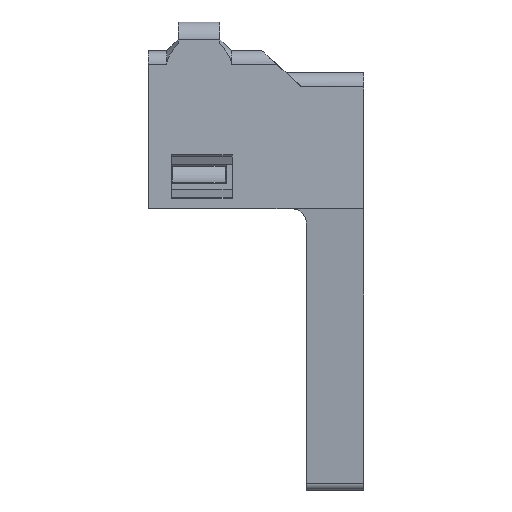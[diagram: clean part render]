
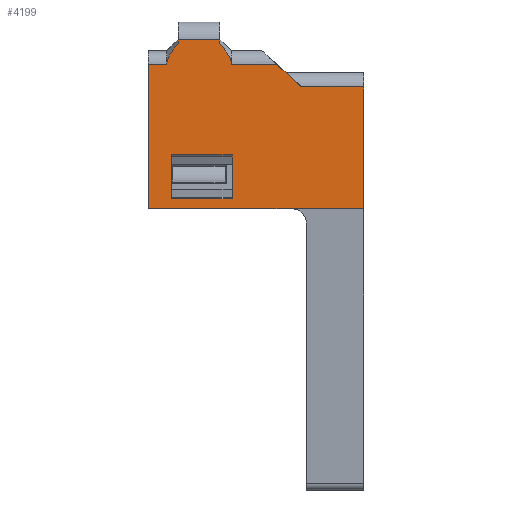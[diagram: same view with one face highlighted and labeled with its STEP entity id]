
A CAD part, left-side view. The second image highlights one B-rep face of the part: STEP entity #4199.
In plain terms, the highlighted planar face has unit normal (-1, 0, 0).
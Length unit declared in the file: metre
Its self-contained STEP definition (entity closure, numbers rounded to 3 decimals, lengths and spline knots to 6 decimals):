
#25=(
BOUNDED_CURVE()
B_SPLINE_CURVE(2,(#6631,#6632,#6633),.UNSPECIFIED.,.F.,.F.)
B_SPLINE_CURVE_WITH_KNOTS((3,3),(0.,0.33923),
 .UNSPECIFIED.)
CURVE()
GEOMETRIC_REPRESENTATION_ITEM()
RATIONAL_B_SPLINE_CURVE((1.,1.192,1.))
REPRESENTATION_ITEM('')
);
#26=(
BOUNDED_CURVE()
B_SPLINE_CURVE(2,(#6641,#6642,#6643),.UNSPECIFIED.,.F.,.F.)
B_SPLINE_CURVE_WITH_KNOTS((3,3),(0.33923,0.678461),
 .UNSPECIFIED.)
CURVE()
GEOMETRIC_REPRESENTATION_ITEM()
RATIONAL_B_SPLINE_CURVE((1.,1.192,1.))
REPRESENTATION_ITEM('')
);
#157=LINE('',#6177,#615);
#227=LINE('',#6469,#685);
#249=LINE('',#6523,#707);
#290=LINE('',#6624,#748);
#291=LINE('',#6625,#749);
#292=LINE('',#6627,#750);
#293=LINE('',#6629,#751);
#294=LINE('',#6635,#752);
#295=LINE('',#6637,#753);
#296=LINE('',#6639,#754);
#297=LINE('',#6645,#755);
#298=LINE('',#6646,#756);
#299=LINE('',#6649,#757);
#300=LINE('',#6651,#758);
#301=LINE('',#6653,#759);
#615=VECTOR('',#4904,1.);
#685=VECTOR('',#5128,1.);
#707=VECTOR('',#5172,1.);
#748=VECTOR('',#5237,1.);
#749=VECTOR('',#5238,1.);
#750=VECTOR('',#5239,1.);
#751=VECTOR('',#5240,1.);
#752=VECTOR('',#5241,1.);
#753=VECTOR('',#5242,1.);
#754=VECTOR('',#5243,1.);
#755=VECTOR('',#5244,1.);
#756=VECTOR('',#5245,1.);
#757=VECTOR('',#5246,1.);
#758=VECTOR('',#5247,1.);
#759=VECTOR('',#5248,1.);
#1336=ORIENTED_EDGE('',*,*,#2520,.T.);
#1337=ORIENTED_EDGE('',*,*,#2594,.T.);
#1338=ORIENTED_EDGE('',*,*,#2375,.F.);
#1339=ORIENTED_EDGE('',*,*,#2595,.T.);
#1340=ORIENTED_EDGE('',*,*,#2596,.T.);
#1341=ORIENTED_EDGE('',*,*,#2597,.F.);
#1342=ORIENTED_EDGE('',*,*,#2598,.F.);
#1343=ORIENTED_EDGE('',*,*,#2599,.T.);
#1344=ORIENTED_EDGE('',*,*,#2600,.F.);
#1345=ORIENTED_EDGE('',*,*,#2601,.T.);
#1346=ORIENTED_EDGE('',*,*,#2602,.F.);
#1347=ORIENTED_EDGE('',*,*,#2603,.F.);
#1348=ORIENTED_EDGE('',*,*,#2546,.F.);
#1349=ORIENTED_EDGE('',*,*,#2604,.F.);
#1350=ORIENTED_EDGE('',*,*,#2605,.T.);
#1351=ORIENTED_EDGE('',*,*,#2606,.T.);
#1352=ORIENTED_EDGE('',*,*,#2607,.T.);
#2375=EDGE_CURVE('',#3011,#3012,#157,.T.);
#2520=EDGE_CURVE('',#3157,#3156,#227,.F.);
#2546=EDGE_CURVE('',#3157,#3178,#249,.T.);
#2594=EDGE_CURVE('',#3156,#3012,#290,.T.);
#2595=EDGE_CURVE('',#3011,#3220,#291,.T.);
#2596=EDGE_CURVE('',#3220,#3221,#292,.T.);
#2597=EDGE_CURVE('',#3222,#3221,#293,.T.);
#2598=EDGE_CURVE('',#3223,#3222,#25,.T.);
#2599=EDGE_CURVE('',#3223,#3224,#294,.T.);
#2600=EDGE_CURVE('',#3225,#3224,#295,.T.);
#2601=EDGE_CURVE('',#3225,#3226,#296,.T.);
#2602=EDGE_CURVE('',#3227,#3226,#26,.T.);
#2603=EDGE_CURVE('',#3178,#3227,#297,.T.);
#2604=EDGE_CURVE('',#3228,#3229,#298,.T.);
#2605=EDGE_CURVE('',#3228,#3230,#299,.T.);
#2606=EDGE_CURVE('',#3230,#3231,#300,.T.);
#2607=EDGE_CURVE('',#3231,#3229,#301,.T.);
#3011=VERTEX_POINT('',#6176);
#3012=VERTEX_POINT('',#6178);
#3156=VERTEX_POINT('',#6468);
#3157=VERTEX_POINT('',#6470);
#3178=VERTEX_POINT('',#6524);
#3220=VERTEX_POINT('',#6626);
#3221=VERTEX_POINT('',#6628);
#3222=VERTEX_POINT('',#6630);
#3223=VERTEX_POINT('',#6634);
#3224=VERTEX_POINT('',#6636);
#3225=VERTEX_POINT('',#6638);
#3226=VERTEX_POINT('',#6640);
#3227=VERTEX_POINT('',#6644);
#3228=VERTEX_POINT('',#6647);
#3229=VERTEX_POINT('',#6648);
#3230=VERTEX_POINT('',#6650);
#3231=VERTEX_POINT('',#6652);
#3566=EDGE_LOOP('',(#1336,#1337,#1338,#1339,#1340,#1341,#1342,#1343,#1344,
#1345,#1346,#1347,#1348));
#3567=EDGE_LOOP('',(#1349,#1350,#1351,#1352));
#3830=FACE_BOUND('',#3566,.T.);
#3831=FACE_BOUND('',#3567,.T.);
#4062=PLANE('',#4547);
#4199=ADVANCED_FACE('',(#3830,#3831),#4062,.F.);
#4547=AXIS2_PLACEMENT_3D('',#6623,#5235,#5236);
#4904=DIRECTION('',(0.,0.,-1.));
#5128=DIRECTION('',(0.,1.,0.));
#5172=DIRECTION('',(0.,0.,1.));
#5235=DIRECTION('',(1.,0.,0.));
#5236=DIRECTION('',(0.,-1.,0.));
#5237=DIRECTION('',(0.,-1.,0.));
#5238=DIRECTION('',(0.,1.,0.));
#5239=DIRECTION('',(0.,0.739,0.674));
#5240=DIRECTION('',(0.,-1.,0.));
#5241=DIRECTION('',(0.,0.,1.));
#5242=DIRECTION('',(0.,-1.,0.));
#5243=DIRECTION('',(0.,0.,-1.));
#5244=DIRECTION('',(0.,-1.,0.));
#5245=DIRECTION('',(0.,0.,1.));
#5246=DIRECTION('',(0.,1.,0.));
#5247=DIRECTION('',(0.,0.,1.));
#5248=DIRECTION('',(0.,-1.,0.));
#6176=CARTESIAN_POINT('',(-0.022808,-0.006288,0.021134));
#6177=CARTESIAN_POINT('',(-0.022808,-0.006288,0.010106));
#6178=CARTESIAN_POINT('',(-0.022808,-0.006288,0.004148));
#6468=CARTESIAN_POINT('',(-0.022808,0.003712,0.004148));
#6469=CARTESIAN_POINT('',(-0.022808,0.004235,0.004148));
#6470=CARTESIAN_POINT('',(-0.022808,0.023778,0.004148));
#6523=CARTESIAN_POINT('',(-0.022808,0.023778,0.016493));
#6524=CARTESIAN_POINT('',(-0.022808,0.023778,0.024295));
#6623=CARTESIAN_POINT('',(-0.022808,0.023235,0.009881));
#6624=CARTESIAN_POINT('',(-0.022808,0.001714,0.004148));
#6625=CARTESIAN_POINT('',(-0.022808,0.010116,0.021134));
#6626=CARTESIAN_POINT('',(-0.022808,0.00239,0.021134));
#6627=CARTESIAN_POINT('',(-0.022808,0.00817,0.026404));
#6628=CARTESIAN_POINT('',(-0.022808,0.005856,0.024295));
#6629=CARTESIAN_POINT('',(-0.022808,0.023428,0.024295));
#6630=CARTESIAN_POINT('',(-0.022808,0.012178,0.024295));
#6631=CARTESIAN_POINT('',(-0.022808,0.013778,0.027234));
#6632=CARTESIAN_POINT('',(-0.022808,0.012178,0.025329));
#6633=CARTESIAN_POINT('',(-0.022808,0.012178,0.024295));
#6634=CARTESIAN_POINT('',(-0.022808,0.013778,0.027234));
#6635=CARTESIAN_POINT('',(-0.022808,0.013778,0.009881));
#6636=CARTESIAN_POINT('',(-0.022808,0.013778,0.027695));
#6637=CARTESIAN_POINT('',(-0.022808,0.018457,0.027695));
#6638=CARTESIAN_POINT('',(-0.022808,0.019578,0.027695));
#6639=CARTESIAN_POINT('',(-0.022808,0.019578,0.009881));
#6640=CARTESIAN_POINT('',(-0.022808,0.019578,0.027234));
#6641=CARTESIAN_POINT('',(-0.022808,0.021178,0.024295));
#6642=CARTESIAN_POINT('',(-0.022808,0.021178,0.025329));
#6643=CARTESIAN_POINT('',(-0.022808,0.019578,0.027234));
#6644=CARTESIAN_POINT('',(-0.022808,0.021178,0.024295));
#6645=CARTESIAN_POINT('',(-0.022808,0.023428,0.024295));
#6646=CARTESIAN_POINT('',(-0.022808,0.012071,0.016493));
#6647=CARTESIAN_POINT('',(-0.022808,0.012071,0.005528));
#6648=CARTESIAN_POINT('',(-0.022808,0.012071,0.011657));
#6649=CARTESIAN_POINT('',(-0.022808,0.023235,0.005528));
#6650=CARTESIAN_POINT('',(-0.022808,0.020571,0.005528));
#6651=CARTESIAN_POINT('',(-0.022808,0.020571,0.016493));
#6652=CARTESIAN_POINT('',(-0.022808,0.020571,0.011657));
#6653=CARTESIAN_POINT('',(-0.022808,0.023235,0.011657));
